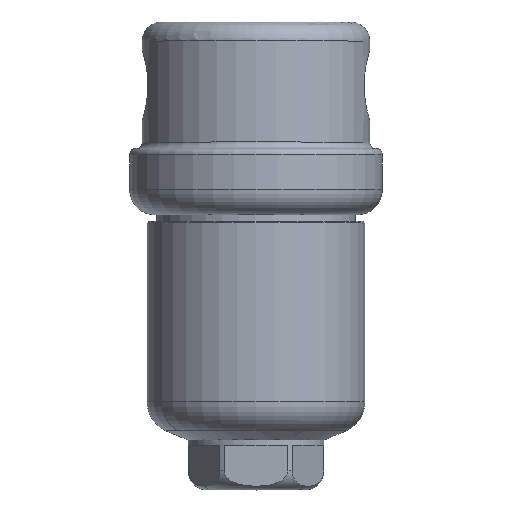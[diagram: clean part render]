
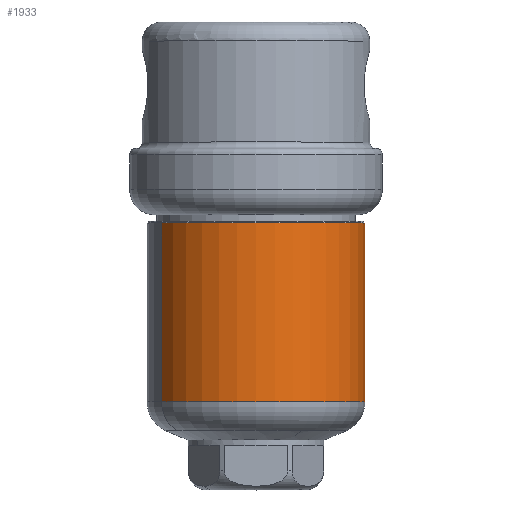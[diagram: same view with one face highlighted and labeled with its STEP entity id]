
A CAD part, top view. The second image highlights one B-rep face of the part: STEP entity #1933.
In plain terms, the highlighted cylindrical face has radius 17.25 mm (diameter 34.5 mm), a partial arc.
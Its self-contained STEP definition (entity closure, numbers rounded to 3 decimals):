
#216 = LINE ( 'NONE', #6228, #484 ) ;
#484 = VECTOR ( 'NONE', #2944, 1000. ) ;
#658 = EDGE_LOOP ( 'NONE', ( #3717, #5069, #5259, #3870 ) ) ;
#1016 = CARTESIAN_POINT ( 'NONE',  ( 0., 5.479, 17.25 ) ) ;
#1039 = DIRECTION ( 'NONE',  ( 0., 1., 0. ) ) ;
#1533 = CARTESIAN_POINT ( 'NONE',  ( 0., 5.479, 0. ) ) ;
#1584 = CARTESIAN_POINT ( 'NONE',  ( 0., -22.836, -17.25 ) ) ;
#1606 = DIRECTION ( 'NONE',  ( 0., 0., 1. ) ) ;
#1709 = CARTESIAN_POINT ( 'NONE',  ( 0., 72.695, -17.25 ) ) ;
#1812 = VERTEX_POINT ( 'NONE', #4978 ) ;
#1852 = CIRCLE ( 'NONE', #5148, 17.25 ) ;
#1871 = AXIS2_PLACEMENT_3D ( 'NONE', #1533, #7062, #8242 ) ;
#1933 = ADVANCED_FACE ( 'NONE', ( #8827 ), #2665, .T. ) ;
#1977 = VERTEX_POINT ( 'NONE', #1584 ) ;
#1998 = CARTESIAN_POINT ( 'NONE',  ( 0., 72.695, 0. ) ) ;
#2621 = EDGE_CURVE ( 'NONE', #1812, #6376, #216, .T. ) ;
#2665 = CYLINDRICAL_SURFACE ( 'NONE', #7664, 17.25 ) ;
#2944 = DIRECTION ( 'NONE',  ( 0., 1., 0. ) ) ;
#3012 = VECTOR ( 'NONE', #1039, 1000. ) ;
#3717 = ORIENTED_EDGE ( 'NONE', *, *, #5273, .F. ) ;
#3870 = ORIENTED_EDGE ( 'NONE', *, *, #5225, .T. ) ;
#4054 = DIRECTION ( 'NONE',  ( 0., 1., 0. ) ) ;
#4978 = CARTESIAN_POINT ( 'NONE',  ( 0., -22.836, 17.25 ) ) ;
#5069 = ORIENTED_EDGE ( 'NONE', *, *, #7216, .T. ) ;
#5148 = AXIS2_PLACEMENT_3D ( 'NONE', #7646, #5726, #1606 ) ;
#5225 = EDGE_CURVE ( 'NONE', #6376, #7453, #5731, .T. ) ;
#5259 = ORIENTED_EDGE ( 'NONE', *, *, #2621, .T. ) ;
#5273 = EDGE_CURVE ( 'NONE', #1977, #7453, #5832, .T. ) ;
#5726 = DIRECTION ( 'NONE',  ( 0., 1., 0. ) ) ;
#5731 = CIRCLE ( 'NONE', #1871, 17.25 ) ;
#5832 = LINE ( 'NONE', #1709, #3012 ) ;
#6170 = CARTESIAN_POINT ( 'NONE',  ( 0., 5.479, -17.25 ) ) ;
#6228 = CARTESIAN_POINT ( 'NONE',  ( 0., 72.695, 17.25 ) ) ;
#6376 = VERTEX_POINT ( 'NONE', #1016 ) ;
#6804 = DIRECTION ( 'NONE',  ( 0., 0., 1. ) ) ;
#7062 = DIRECTION ( 'NONE',  ( 0., -1., 0. ) ) ;
#7216 = EDGE_CURVE ( 'NONE', #1977, #1812, #1852, .T. ) ;
#7453 = VERTEX_POINT ( 'NONE', #6170 ) ;
#7646 = CARTESIAN_POINT ( 'NONE',  ( 0., -22.836, 0. ) ) ;
#7664 = AXIS2_PLACEMENT_3D ( 'NONE', #1998, #4054, #6804 ) ;
#8242 = DIRECTION ( 'NONE',  ( 0., 0., -1. ) ) ;
#8827 = FACE_OUTER_BOUND ( 'NONE', #658, .T. ) ;
